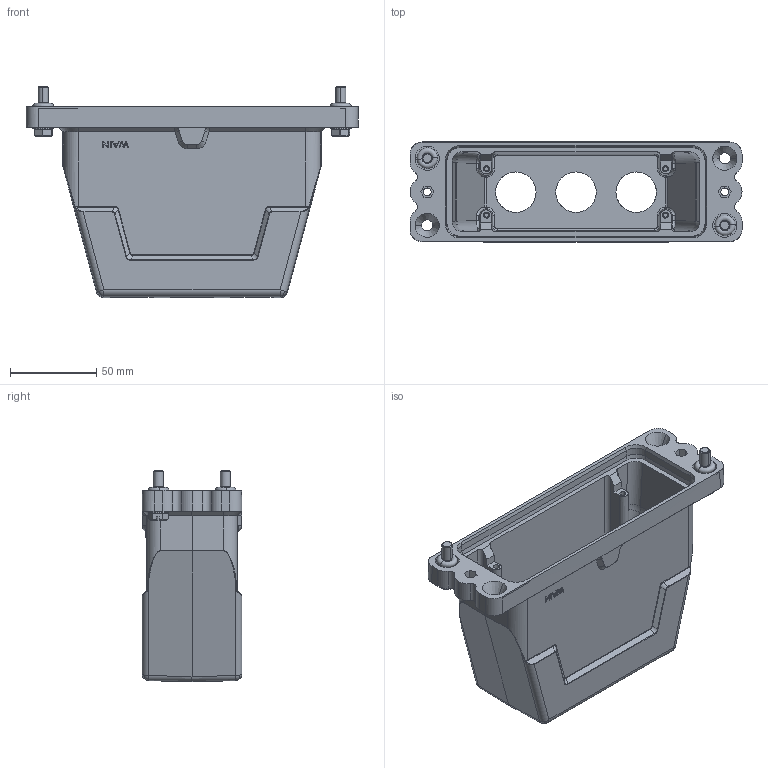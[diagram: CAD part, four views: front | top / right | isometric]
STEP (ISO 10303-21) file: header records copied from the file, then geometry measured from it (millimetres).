
FILE_DESCRIPTION(/* description */ (''),/* implementation_level */ '2;1');
FILE_NAME(/* name */ '3D_1136244305036_HP24B_H-TEH-4S-3M25_V1.2.stp',/* time_stamp */ '2024-01-02T13:03:58+08:00',/* author */ (''),/* organization */ (''),/* preprocessor_version */ 'ST-DEVELOPER v18.1',/* originating_system */ 'SIEMENS PLM Software NX 1980',/* authorisation */ '');
FILE_SCHEMA (('AUTOMOTIVE_DESIGN { 1 0 10303 214 3 1 1 1 }'));
Length unit declared in the file: millimetre
Products named in the file (1): 3D_1136244305036_HP24B_H-TEH-4S-3M25_V1.1_stp
Bounding box: 193 x 58 x 122.7 mm (x, y, z)
Volume: 240347.6 mm3; surface area: 104623.6 mm2
Topology: 1 solids, 1 shells, 572 faces, 1447 edges, 894 vertices
Faces by surface type: plane 240, cylinder 161, cone 75, torus 36, bspline 28, sphere 16, extrusion 16
Entity records: 23242 total; most frequent: CARTESIAN_POINT 10674, ORIENTED_EDGE 2862, DIRECTION 2200, EDGE_CURVE 1431, VERTEX_POINT 894, AXIS2_PLACEMENT_3D 840, EDGE_LOOP 619, B_SPLINE_CURVE_WITH_KNOTS 616
